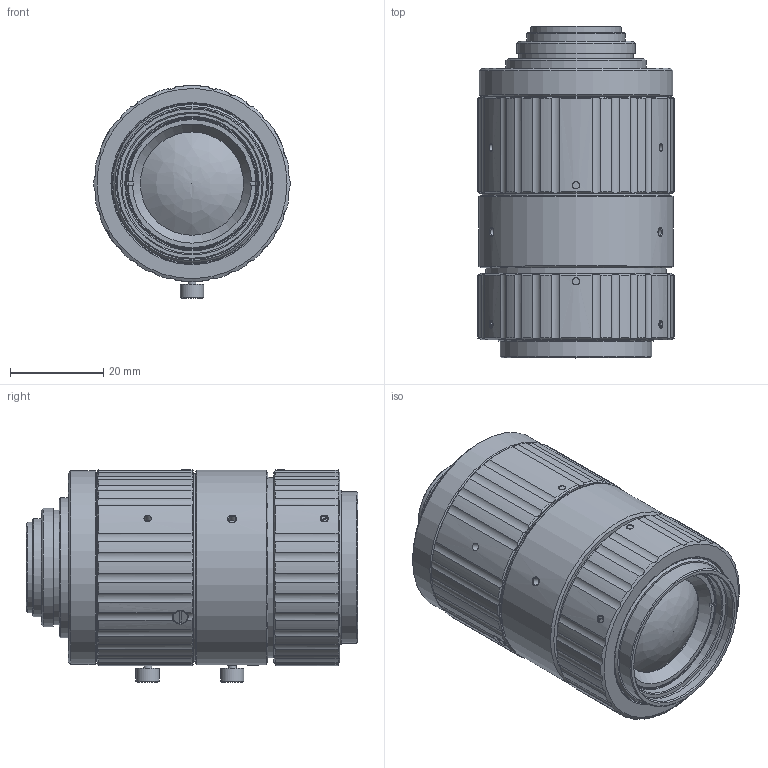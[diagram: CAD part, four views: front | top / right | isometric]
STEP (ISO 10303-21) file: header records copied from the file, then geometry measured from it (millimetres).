
FILE_DESCRIPTION(('STEP AP214'),'1');
FILE_NAME('SM5024-MP20.stp','2023-05-11T06:26:39',(' '),(' '),'Spatial InterOp 3D',' ',' ');
FILE_SCHEMA(('AUTOMOTIVE_DESIGN { 1 0 10303 214 1 1 1 1 }'));
Length unit declared in the file: metre
Products named in the file (3): SM5024-MP20; Component1; Component2
Assembly tree (2 placements, depth 2):
  SM5024-MP20
    Component1
    Component2
Bounding box: 42 x 71.04 x 45.6 mm (x, y, z)
Surface area: 27927.1 mm2
Topology: 2 solids, 2 shells, 681 faces, 1758 edges, 1171 vertices
Faces by surface type: cylinder 322, plane 280, cone 71, torus 4, sphere 2, bspline 2
Full cylindrical faces by diameter (mm): 1.5 x4, 1.567 x8, 1.7 x4, 2 x2, 2.5 x2, 2.8 x2, 3 x8, 3.4 x2, 3.5 x6, 4.999 x4, 16.599 x2, 18.1 x2, 19.4 x2, 20.999 x2, 22.099 x2, 24.537 x2, 25.399 x2, 28.399 x2, 29.999 x2, 30 x2, 30.5 x2, 32.399 x2, 32.999 x1, 34.299 x1, 38.599 x2, 40.099 x4, 40.699 x4, 41.499 x2, 41.699 x2
Entity records: 27648 total; most frequent: CARTESIAN_POINT 6652, DIRECTION 3086, ORIENTED_EDGE 3078, EDGE_CURVE 1539, AXIS2_PLACEMENT_3D 1163, VERTEX_POINT 1111, EDGE_LOOP 924, FACE_OUTER_BOUND 765
